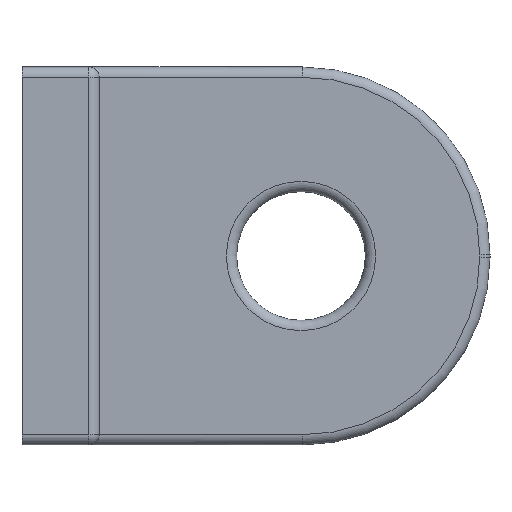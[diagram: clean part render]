
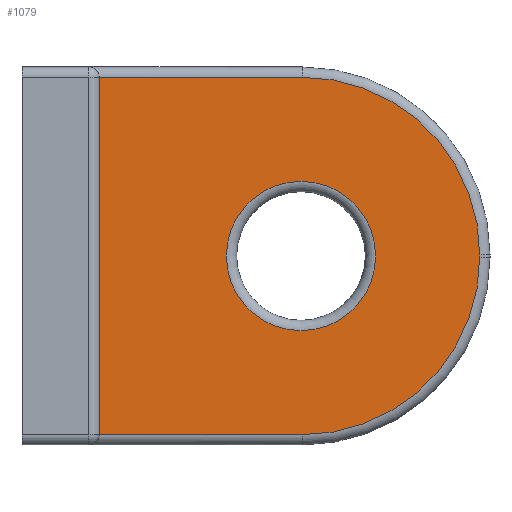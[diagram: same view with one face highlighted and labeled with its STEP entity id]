
A CAD part, left-side view. The second image highlights one B-rep face of the part: STEP entity #1079.
In plain terms, the highlighted planar face has unit normal (-1, 0, 0).
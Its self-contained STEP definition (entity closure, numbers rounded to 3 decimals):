
#450 = VERTEX_POINT('',#451);
#451 = CARTESIAN_POINT('',(-4.65,-3.,-7.9));
#458 = EDGE_CURVE('',#450,#459,#461,.T.);
#459 = VERTEX_POINT('',#460);
#460 = CARTESIAN_POINT('',(-4.65,-10.9,-7.9));
#461 = LINE('',#462,#463);
#462 = CARTESIAN_POINT('',(-4.65,-3.,-7.9));
#463 = VECTOR('',#464,1.);
#464 = DIRECTION('',(-0.,-1.,-0.));
#1012 = VERTEX_POINT('',#1013);
#1013 = CARTESIAN_POINT('',(-4.65,-17.8,-14.8));
#1020 = EDGE_CURVE('',#459,#1012,#1021,.T.);
#1021 = CIRCLE('',#1022,6.9);
#1022 = AXIS2_PLACEMENT_3D('',#1023,#1024,#1025);
#1023 = CARTESIAN_POINT('',(-4.65,-10.9,-14.8));
#1024 = DIRECTION('',(1.,0.,-0.));
#1025 = DIRECTION('',(0.,0.,1.));
#1079 = ADVANCED_FACE('',(#1080,#1115),#1126,.F.);
#1080 = FACE_BOUND('',#1081,.F.);
#1081 = EDGE_LOOP('',(#1082,#1090,#1091,#1092,#1100,#1109));
#1082 = ORIENTED_EDGE('',*,*,#1083,.F.);
#1083 = EDGE_CURVE('',#450,#1084,#1086,.T.);
#1084 = VERTEX_POINT('',#1085);
#1085 = CARTESIAN_POINT('',(-4.65,-3.,-21.8));
#1086 = LINE('',#1087,#1088);
#1087 = CARTESIAN_POINT('',(-4.65,-3.,-7.5));
#1088 = VECTOR('',#1089,1.);
#1089 = DIRECTION('',(-0.,-0.,-1.));
#1090 = ORIENTED_EDGE('',*,*,#458,.T.);
#1091 = ORIENTED_EDGE('',*,*,#1020,.T.);
#1092 = ORIENTED_EDGE('',*,*,#1093,.T.);
#1093 = EDGE_CURVE('',#1012,#1094,#1096,.T.);
#1094 = VERTEX_POINT('',#1095);
#1095 = CARTESIAN_POINT('',(-4.65,-17.8,-14.9));
#1096 = LINE('',#1097,#1098);
#1097 = CARTESIAN_POINT('',(-4.65,-17.8,-14.8));
#1098 = VECTOR('',#1099,1.);
#1099 = DIRECTION('',(-0.,-0.,-1.));
#1100 = ORIENTED_EDGE('',*,*,#1101,.T.);
#1101 = EDGE_CURVE('',#1094,#1102,#1104,.T.);
#1102 = VERTEX_POINT('',#1103);
#1103 = CARTESIAN_POINT('',(-4.65,-10.9,-21.8));
#1104 = CIRCLE('',#1105,6.9);
#1105 = AXIS2_PLACEMENT_3D('',#1106,#1107,#1108);
#1106 = CARTESIAN_POINT('',(-4.65,-10.9,-14.9));
#1107 = DIRECTION('',(1.,0.,0.));
#1108 = DIRECTION('',(0.,-1.,0.));
#1109 = ORIENTED_EDGE('',*,*,#1110,.T.);
#1110 = EDGE_CURVE('',#1102,#1084,#1111,.T.);
#1111 = LINE('',#1112,#1113);
#1112 = CARTESIAN_POINT('',(-4.65,-10.9,-21.8));
#1113 = VECTOR('',#1114,1.);
#1114 = DIRECTION('',(0.,1.,0.));
#1115 = FACE_BOUND('',#1116,.F.);
#1116 = EDGE_LOOP('',(#1117));
#1117 = ORIENTED_EDGE('',*,*,#1118,.F.);
#1118 = EDGE_CURVE('',#1119,#1119,#1121,.T.);
#1119 = VERTEX_POINT('',#1120);
#1120 = CARTESIAN_POINT('',(-4.65,-7.95,-14.85));
#1121 = CIRCLE('',#1122,2.9);
#1122 = AXIS2_PLACEMENT_3D('',#1123,#1124,#1125);
#1123 = CARTESIAN_POINT('',(-4.65,-10.85,-14.85));
#1124 = DIRECTION('',(1.,0.,0.));
#1125 = DIRECTION('',(0.,1.,0.));
#1126 = PLANE('',#1127);
#1127 = AXIS2_PLACEMENT_3D('',#1128,#1129,#1130);
#1128 = CARTESIAN_POINT('',(-4.65,-18.2,-7.5));
#1129 = DIRECTION('',(1.,0.,0.));
#1130 = DIRECTION('',(0.,1.,0.));
